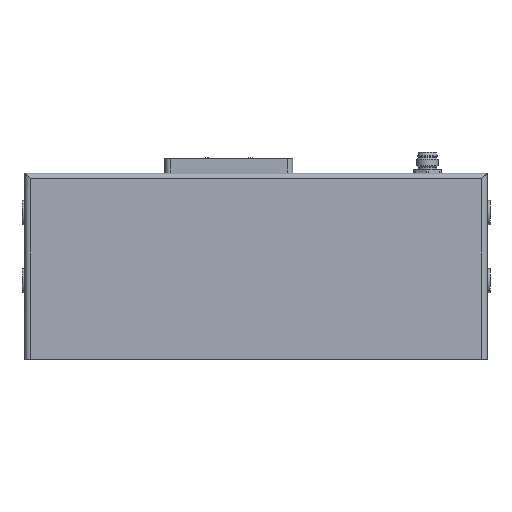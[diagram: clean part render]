
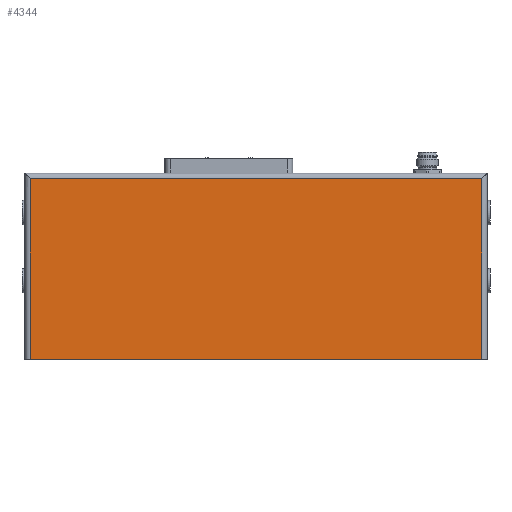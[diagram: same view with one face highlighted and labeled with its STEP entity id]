
A CAD part, top view. The second image highlights one B-rep face of the part: STEP entity #4344.
In plain terms, the highlighted planar face has unit normal (0, 0, 1).
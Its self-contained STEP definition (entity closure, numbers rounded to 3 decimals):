
#2028=ORIENTED_EDGE('',*,*,#2670,.T.);
#2029=ORIENTED_EDGE('',*,*,#2680,.T.);
#2030=ORIENTED_EDGE('',*,*,#2681,.T.);
#2031=ORIENTED_EDGE('',*,*,#2682,.T.);
#2356=VECTOR('',#3199,1.);
#2362=VECTOR('',#3215,1.);
#2363=VECTOR('',#3216,1.);
#2364=VECTOR('',#3217,1.);
#2439=LINE('',#3705,#2356);
#2445=LINE('',#3724,#2362);
#2446=LINE('',#3726,#2363);
#2447=LINE('',#3727,#2364);
#2525=VERTEX_POINT('',#3703);
#2526=VERTEX_POINT('',#3704);
#2534=VERTEX_POINT('',#3723);
#2535=VERTEX_POINT('',#3725);
#2670=EDGE_CURVE('',#2525,#2526,#2439,.T.);
#2680=EDGE_CURVE('',#2526,#2534,#2445,.T.);
#2681=EDGE_CURVE('',#2534,#2535,#2446,.T.);
#2682=EDGE_CURVE('',#2535,#2525,#2447,.T.);
#2832=EDGE_LOOP('',(#2028,#2029,#2030,#2031));
#2999=FACE_BOUND('',#2832,.T.);
#3199=DIRECTION('',(166.,0.,0.));
#3213=DIRECTION('',(0.,0.,1.));
#3214=DIRECTION('',(0.,-1.,0.));
#3215=DIRECTION('',(0.,66.5,0.));
#3216=DIRECTION('',(-166.,0.,0.));
#3217=DIRECTION('',(0.,-66.5,0.));
#3703=CARTESIAN_POINT('',(2.,0.,30.));
#3704=CARTESIAN_POINT('',(168.,0.,30.));
#3705=CARTESIAN_POINT('',(2.,0.,30.));
#3722=CARTESIAN_POINT('',(2.,0.,30.));
#3723=CARTESIAN_POINT('',(168.,66.5,30.));
#3724=CARTESIAN_POINT('',(168.,0.,30.));
#3725=CARTESIAN_POINT('',(2.,66.5,30.));
#3726=CARTESIAN_POINT('',(168.,66.5,30.));
#3727=CARTESIAN_POINT('',(2.,66.5,30.));
#4103=AXIS2_PLACEMENT_3D('',#3722,#3213,#3214);
#4299=PLANE('',#4103);
#4344=ADVANCED_FACE('',(#2999),#4299,.T.);
